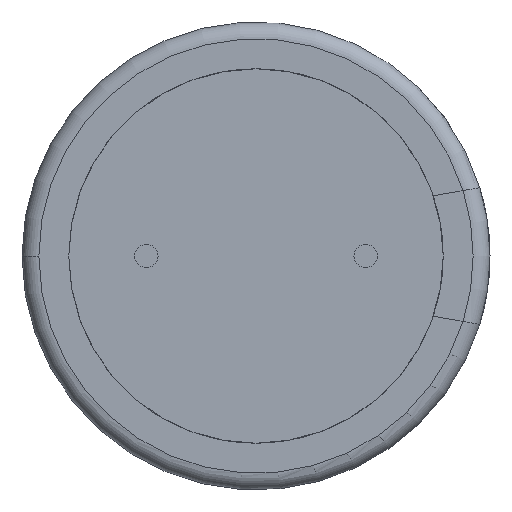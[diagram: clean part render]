
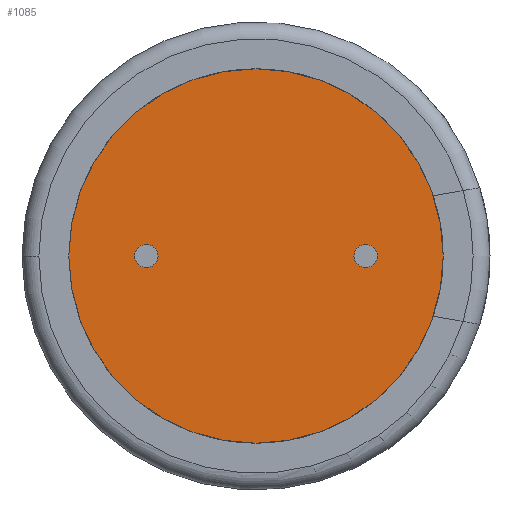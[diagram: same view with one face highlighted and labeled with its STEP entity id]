
A CAD part, front view. The second image highlights one B-rep face of the part: STEP entity #1085.
In plain terms, the highlighted planar face has unit normal (0, -1, 0).
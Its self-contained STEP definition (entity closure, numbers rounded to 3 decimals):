
#16 = DIRECTION ( 'NONE',  ( 0., -1., 0. ) ) ;
#34 = CARTESIAN_POINT ( 'NONE',  ( 3.75, 0., 0. ) ) ;
#59 = FACE_BOUND ( 'NONE', #1123, .T. ) ;
#205 = DIRECTION ( 'NONE',  ( -1., 0., 0. ) ) ;
#289 = DIRECTION ( 'NONE',  ( -1., 0., 0. ) ) ;
#346 = DIRECTION ( 'NONE',  ( 0., -1., 0. ) ) ;
#357 = CARTESIAN_POINT ( 'NONE',  ( 3.75, 0., -0.4 ) ) ;
#366 = VERTEX_POINT ( 'NONE', #506 ) ;
#410 = AXIS2_PLACEMENT_3D ( 'NONE', #1629, #1466, #2024 ) ;
#502 = FACE_BOUND ( 'NONE', #1353, .T. ) ;
#506 = CARTESIAN_POINT ( 'NONE',  ( 6.4, 0., 0. ) ) ;
#586 = EDGE_CURVE ( 'NONE', #2044, #1480, #922, .T. ) ;
#602 = ORIENTED_EDGE ( 'NONE', *, *, #1324, .F. ) ;
#630 = ORIENTED_EDGE ( 'NONE', *, *, #1819, .F. ) ;
#632 = CIRCLE ( 'NONE', #1962, 6.4 ) ;
#675 = CARTESIAN_POINT ( 'NONE',  ( -3.75, 0., 0.4 ) ) ;
#696 = ORIENTED_EDGE ( 'NONE', *, *, #2271, .F. ) ;
#769 = DIRECTION ( 'NONE',  ( -1., 0., 0. ) ) ;
#914 = CARTESIAN_POINT ( 'NONE',  ( -6.4, 0., 0. ) ) ;
#922 = CIRCLE ( 'NONE', #2055, 0.4 ) ;
#929 = FACE_OUTER_BOUND ( 'NONE', #1595, .T. ) ;
#935 = CARTESIAN_POINT ( 'NONE',  ( 0., 0., 0. ) ) ;
#983 = CARTESIAN_POINT ( 'NONE',  ( -3.75, 0., -0.4 ) ) ;
#990 = DIRECTION ( 'NONE',  ( -1., 0., 0. ) ) ;
#992 = EDGE_CURVE ( 'NONE', #1032, #1894, #1786, .T. ) ;
#1032 = VERTEX_POINT ( 'NONE', #1186 ) ;
#1043 = DIRECTION ( 'NONE',  ( 0., -1., 0. ) ) ;
#1078 = AXIS2_PLACEMENT_3D ( 'NONE', #1877, #16, #769 ) ;
#1085 = ADVANCED_FACE ( 'NONE', ( #502, #59, #929 ), #2220, .F. ) ;
#1123 = EDGE_LOOP ( 'NONE', ( #1429, #696 ) ) ;
#1163 = DIRECTION ( 'NONE',  ( 0., -1., 0. ) ) ;
#1172 = VERTEX_POINT ( 'NONE', #914 ) ;
#1186 = CARTESIAN_POINT ( 'NONE',  ( 3.75, 0., 0.4 ) ) ;
#1212 = CARTESIAN_POINT ( 'NONE',  ( -3.75, 0., 0. ) ) ;
#1243 = CIRCLE ( 'NONE', #2123, 0.4 ) ;
#1318 = DIRECTION ( 'NONE',  ( 0., 1., 0. ) ) ;
#1324 = EDGE_CURVE ( 'NONE', #366, #1172, #2154, .T. ) ;
#1353 = EDGE_LOOP ( 'NONE', ( #630, #2157 ) ) ;
#1429 = ORIENTED_EDGE ( 'NONE', *, *, #992, .F. ) ;
#1466 = DIRECTION ( 'NONE',  ( 0., 1., 0. ) ) ;
#1480 = VERTEX_POINT ( 'NONE', #675 ) ;
#1591 = ORIENTED_EDGE ( 'NONE', *, *, #1635, .F. ) ;
#1595 = EDGE_LOOP ( 'NONE', ( #1591, #602 ) ) ;
#1629 = CARTESIAN_POINT ( 'NONE',  ( 0., 0., 0. ) ) ;
#1635 = EDGE_CURVE ( 'NONE', #1172, #366, #632, .T. ) ;
#1786 = CIRCLE ( 'NONE', #2415, 0.4 ) ;
#1819 = EDGE_CURVE ( 'NONE', #1480, #2044, #1243, .T. ) ;
#1829 = DIRECTION ( 'NONE',  ( -1., 0., 0. ) ) ;
#1877 = CARTESIAN_POINT ( 'NONE',  ( 3.75, 0., 0. ) ) ;
#1894 = VERTEX_POINT ( 'NONE', #357 ) ;
#1915 = AXIS2_PLACEMENT_3D ( 'NONE', #1942, #2115, #990 ) ;
#1942 = CARTESIAN_POINT ( 'NONE',  ( 0., 0., 0. ) ) ;
#1962 = AXIS2_PLACEMENT_3D ( 'NONE', #935, #1318, #2069 ) ;
#1987 = CIRCLE ( 'NONE', #1078, 0.4 ) ;
#2024 = DIRECTION ( 'NONE',  ( -1., 0., 0. ) ) ;
#2044 = VERTEX_POINT ( 'NONE', #983 ) ;
#2055 = AXIS2_PLACEMENT_3D ( 'NONE', #1212, #1043, #289 ) ;
#2069 = DIRECTION ( 'NONE',  ( -1., 0., 0. ) ) ;
#2115 = DIRECTION ( 'NONE',  ( 0., 1., 0. ) ) ;
#2123 = AXIS2_PLACEMENT_3D ( 'NONE', #2422, #346, #1829 ) ;
#2154 = CIRCLE ( 'NONE', #1915, 6.4 ) ;
#2157 = ORIENTED_EDGE ( 'NONE', *, *, #586, .F. ) ;
#2220 = PLANE ( 'NONE',  #410 ) ;
#2271 = EDGE_CURVE ( 'NONE', #1894, #1032, #1987, .T. ) ;
#2415 = AXIS2_PLACEMENT_3D ( 'NONE', #34, #1163, #205 ) ;
#2422 = CARTESIAN_POINT ( 'NONE',  ( -3.75, 0., 0. ) ) ;
